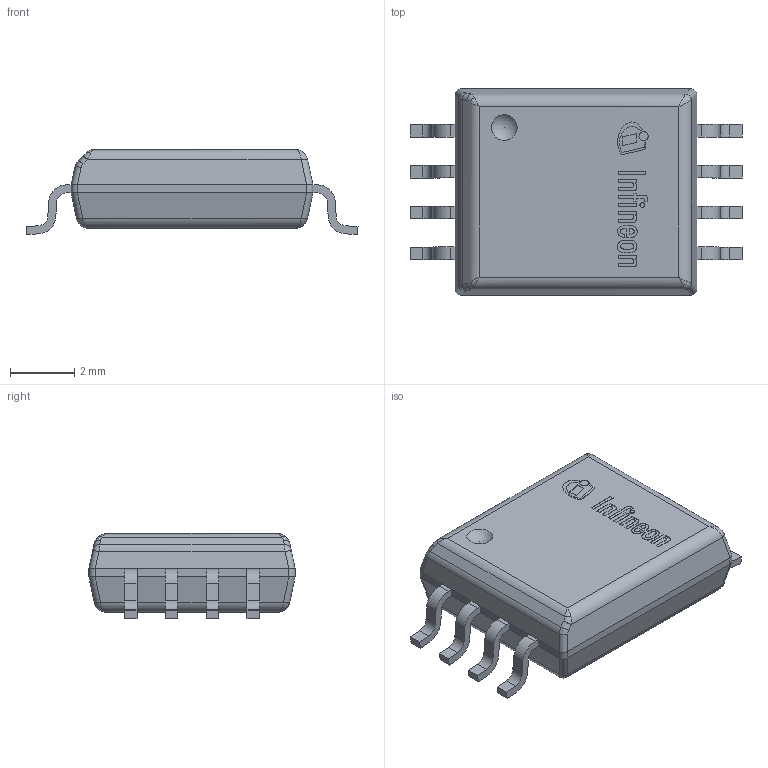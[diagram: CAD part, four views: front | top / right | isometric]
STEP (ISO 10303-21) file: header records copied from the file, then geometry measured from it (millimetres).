
FILE_DESCRIPTION(/* description */ (''),/* implementation_level */ '2;1');
FILE_NAME(/* name */ 'PG-DSO-8-66_Z8B00196340_V02_3D.stp',/* time_stamp */ '2020-01-07T19:18:28+06:00',/* author */ ('janartha'),/* organization */ (''),/* preprocessor_version */ 'ST-DEVELOPER v16.13',/* originating_system */ 'AutoCAD Mechanical',/* authorisation */ '');
FILE_SCHEMA (('AUTOMOTIVE_DESIGN { 1 0 10303 214 3 1 1 }'));
Length unit declared in the file: millimetre
Products named in the file (1): Product
Bounding box: 10.3 x 6.4 x 2.66 mm (x, y, z)
Volume: 110.5 mm3; surface area: 365.8 mm2
Topology: 24 solids, 24 shells, 285 faces, 689 edges, 445 vertices
Faces by surface type: plane 191, cylinder 56, bspline 34, sphere 3, torus 1
Full cylindrical faces by diameter (mm): 0.142 x1, 0.287 x1, 2.4 x1
Entity records: 8622 total; most frequent: CARTESIAN_POINT 2114, ORIENTED_EDGE 1344, DIRECTION 1272, EDGE_CURVE 672, LINE 504, VECTOR 504, VERTEX_POINT 442, AXIS2_PLACEMENT_3D 384
